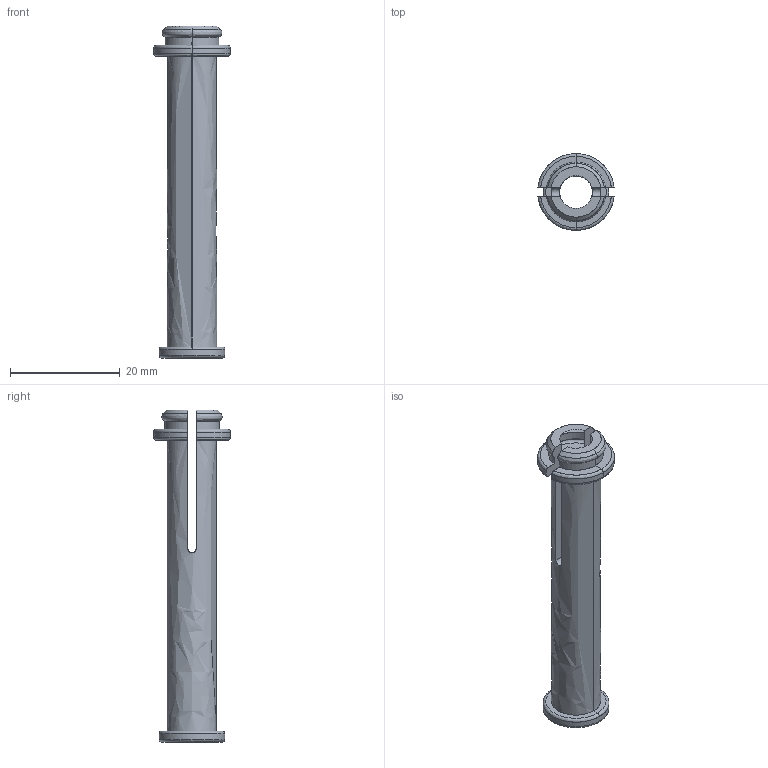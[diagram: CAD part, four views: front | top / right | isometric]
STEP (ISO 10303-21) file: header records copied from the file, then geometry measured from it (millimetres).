
FILE_DESCRIPTION((''),'2;1');
FILE_NAME('MKP.stp','2024-08-17T08:44:33',(''),(''),'AutoCAD STEP 2000i','AutoCAD 2000i',', , ');
FILE_SCHEMA(('CONFIG_CONTROL_DESIGN'));
Length unit declared in the file: millimetre
Products named in the file (1): MKP
Bounding box: 13.92 x 14 x 60.51 mm (x, y, z)
Surface area: 2185.6 mm2 (no closed solid volume)
Topology: 0 solids, 0 shells, 49 faces, 236 edges, 233 vertices
Faces by surface type: bspline 49
Entity records: 3557 total; most frequent: CARTESIAN_POINT 2510, QUASI_UNIFORM_CURVE 274, PCURVE 236, COMPOSITE_CURVE_SEGMENT 236, B_SPLINE_CURVE_WITH_KNOTS 96, OUTER_BOUNDARY_CURVE 49, CURVE_BOUNDED_SURFACE 49, PERSON 8
